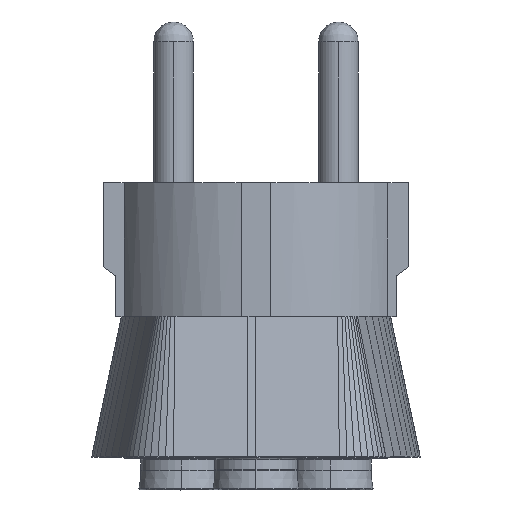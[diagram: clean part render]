
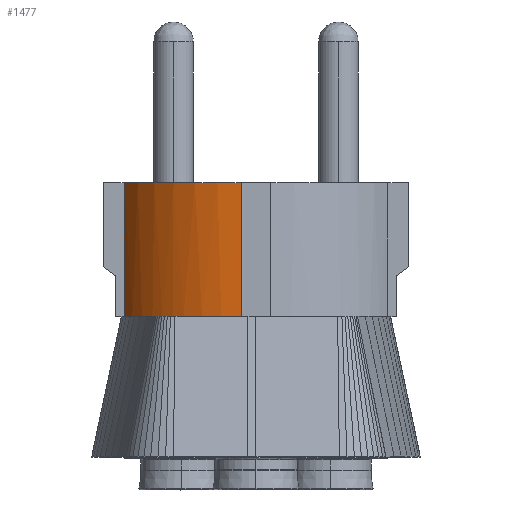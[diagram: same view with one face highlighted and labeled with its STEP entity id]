
A CAD part, top view. The second image highlights one B-rep face of the part: STEP entity #1477.
In plain terms, the highlighted cylindrical face has radius 18.504 mm (diameter 37.007 mm), a partial arc.
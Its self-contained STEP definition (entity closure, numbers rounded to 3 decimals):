
#29 = CARTESIAN_POINT ( 'NONE',  ( 0., 0., 0. ) ) ;
#130 = CARTESIAN_POINT ( 'NONE',  ( 0., -16.24, 0. ) ) ;
#266 = EDGE_CURVE ( 'NONE', #4015, #5686, #6971, .T. ) ;
#313 = AXIS2_PLACEMENT_3D ( 'NONE', #29, #585, #4387 ) ;
#396 = DIRECTION ( 'NONE',  ( 0., 1., 0. ) ) ;
#518 = DIRECTION ( 'NONE',  ( 0., 1., 0. ) ) ;
#527 = ORIENTED_EDGE ( 'NONE', *, *, #266, .T. ) ;
#562 = LINE ( 'NONE', #6954, #1928 ) ;
#585 = DIRECTION ( 'NONE',  ( 0., -1., 0. ) ) ;
#708 = VERTEX_POINT ( 'NONE', #1483 ) ;
#1015 = DIRECTION ( 'NONE',  ( 0., 0., -1. ) ) ;
#1033 = CARTESIAN_POINT ( 'NONE',  ( -1.8, -16.24, 18.416 ) ) ;
#1070 = CARTESIAN_POINT ( 'NONE',  ( -16., 0., 9.294 ) ) ;
#1454 = AXIS2_PLACEMENT_3D ( 'NONE', #2810, #5503, #3889 ) ;
#1477 = ADVANCED_FACE ( 'NONE', ( #4135 ), #5742, .T. ) ;
#1483 = CARTESIAN_POINT ( 'NONE',  ( -16., -16.24, 9.294 ) ) ;
#1617 = EDGE_CURVE ( 'NONE', #708, #4769, #1755, .T. ) ;
#1755 = LINE ( 'NONE', #6324, #5087 ) ;
#1779 = EDGE_CURVE ( 'NONE', #5835, #4210, #562, .T. ) ;
#1928 = VECTOR ( 'NONE', #518, 1000. ) ;
#1940 = CARTESIAN_POINT ( 'NONE',  ( -12.565, -16.24, 13.583 ) ) ;
#2141 = ORIENTED_EDGE ( 'NONE', *, *, #5948, .T. ) ;
#2388 = CIRCLE ( 'NONE', #313, 18.504 ) ;
#2537 = EDGE_LOOP ( 'NONE', ( #2141, #6404, #3049, #527, #5008, #4478 ) ) ;
#2810 = CARTESIAN_POINT ( 'NONE',  ( 0., -16.24, 0. ) ) ;
#2823 = CIRCLE ( 'NONE', #5394, 18.504 ) ;
#3049 = ORIENTED_EDGE ( 'NONE', *, *, #5550, .T. ) ;
#3288 = DIRECTION ( 'NONE',  ( 0., 1., 0. ) ) ;
#3889 = DIRECTION ( 'NONE',  ( 0., 0., -1. ) ) ;
#4015 = VERTEX_POINT ( 'NONE', #1940 ) ;
#4037 = DIRECTION ( 'NONE',  ( 0., -1., 0. ) ) ;
#4063 = CARTESIAN_POINT ( 'NONE',  ( 0., 0., 0. ) ) ;
#4135 = FACE_OUTER_BOUND ( 'NONE', #2537, .T. ) ;
#4210 = VERTEX_POINT ( 'NONE', #6965 ) ;
#4387 = DIRECTION ( 'NONE',  ( 0., 0., -1. ) ) ;
#4478 = ORIENTED_EDGE ( 'NONE', *, *, #1779, .T. ) ;
#4769 = VERTEX_POINT ( 'NONE', #1070 ) ;
#4853 = CARTESIAN_POINT ( 'NONE',  ( 0., -16.24, 0. ) ) ;
#4987 = AXIS2_PLACEMENT_3D ( 'NONE', #4063, #4037, #6234 ) ;
#5008 = ORIENTED_EDGE ( 'NONE', *, *, #5418, .T. ) ;
#5074 = CARTESIAN_POINT ( 'NONE',  ( -8.799, -16.24, 16.278 ) ) ;
#5087 = VECTOR ( 'NONE', #396, 1000. ) ;
#5143 = CIRCLE ( 'NONE', #1454, 18.504 ) ;
#5394 = AXIS2_PLACEMENT_3D ( 'NONE', #130, #3288, #5526 ) ;
#5418 = EDGE_CURVE ( 'NONE', #5686, #5835, #2823, .T. ) ;
#5503 = DIRECTION ( 'NONE',  ( 0., 1., 0. ) ) ;
#5526 = DIRECTION ( 'NONE',  ( 0., 0., -1. ) ) ;
#5550 = EDGE_CURVE ( 'NONE', #708, #4015, #5143, .T. ) ;
#5569 = AXIS2_PLACEMENT_3D ( 'NONE', #4853, #7001, #1015 ) ;
#5686 = VERTEX_POINT ( 'NONE', #5074 ) ;
#5742 = CYLINDRICAL_SURFACE ( 'NONE', #4987, 18.504 ) ;
#5835 = VERTEX_POINT ( 'NONE', #1033 ) ;
#5948 = EDGE_CURVE ( 'NONE', #4210, #4769, #2388, .T. ) ;
#6234 = DIRECTION ( 'NONE',  ( 0., 0., -1. ) ) ;
#6324 = CARTESIAN_POINT ( 'NONE',  ( -16., 0., 9.294 ) ) ;
#6404 = ORIENTED_EDGE ( 'NONE', *, *, #1617, .F. ) ;
#6954 = CARTESIAN_POINT ( 'NONE',  ( -1.8, 0., 18.416 ) ) ;
#6965 = CARTESIAN_POINT ( 'NONE',  ( -1.8, 0., 18.416 ) ) ;
#6971 = CIRCLE ( 'NONE', #5569, 18.504 ) ;
#7001 = DIRECTION ( 'NONE',  ( 0., 1., 0. ) ) ;
